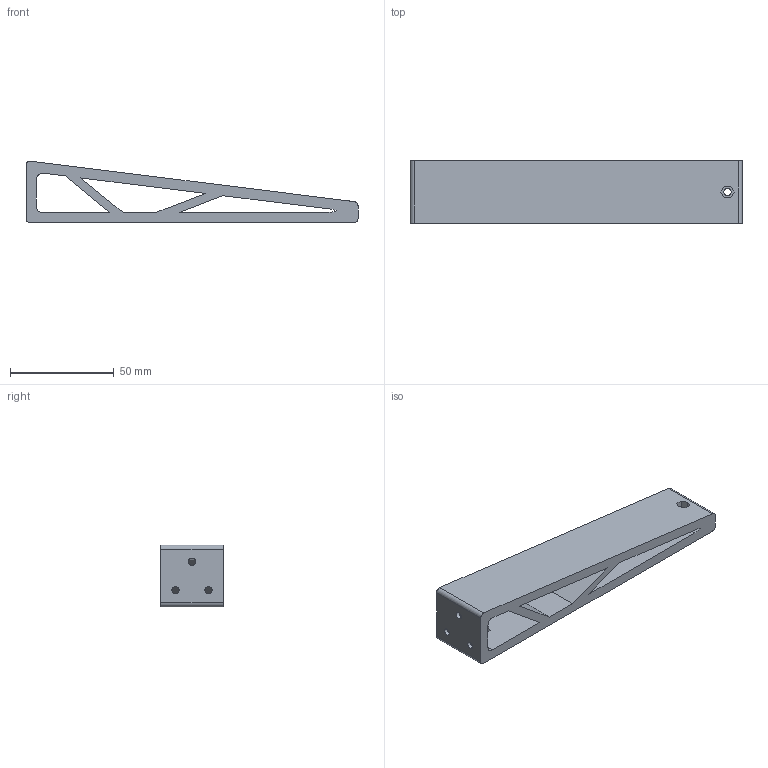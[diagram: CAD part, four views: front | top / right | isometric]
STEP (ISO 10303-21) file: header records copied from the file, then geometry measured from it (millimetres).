
FILE_DESCRIPTION (( 'STEP AP203' ), '1' );
FILE_NAME ('z平台三角支架.step', '2020-08-13T07:32:22', ( '' ), ( '' ), 'SwSTEP 2.0', 'SolidWorks 2018', '' );
FILE_SCHEMA (( 'CONFIG_CONTROL_DESIGN' ));
Length unit declared in the file: millimetre
Products named in the file (1): z平台三角支架
Bounding box: 160 x 30 x 29.73 mm (x, y, z)
Volume: 56830.5 mm3; surface area: 26290.7 mm2
Topology: 1 solids, 1 shells, 73 faces, 201 edges, 132 vertices
Faces by surface type: plane 53, cylinder 20
Entity records: 2414 total; most frequent: CARTESIAN_POINT 431, ORIENTED_EDGE 402, DIRECTION 379, EDGE_CURVE 201, LINE 155, VECTOR 155, VERTEX_POINT 132, AXIS2_PLACEMENT_3D 112
